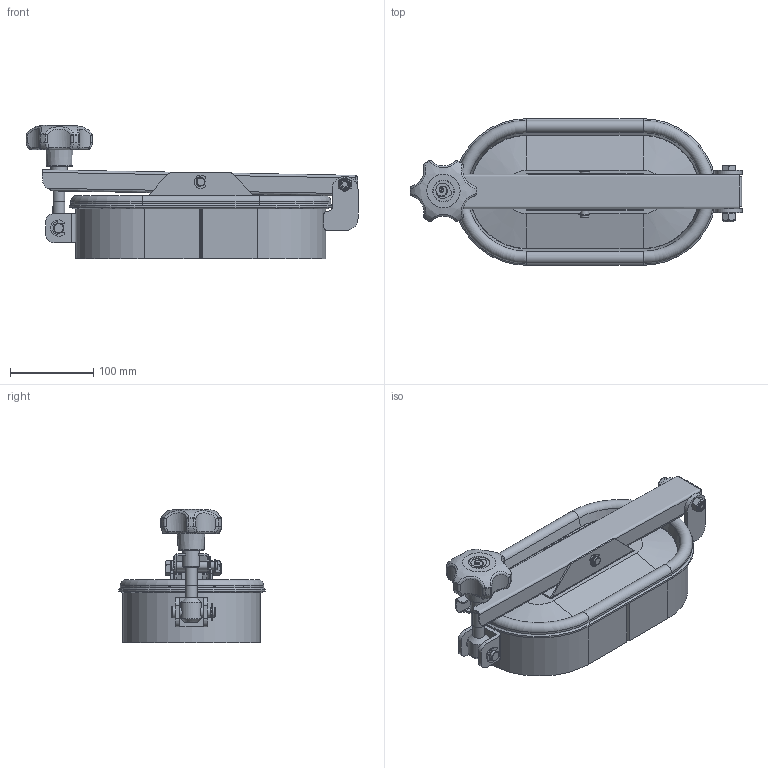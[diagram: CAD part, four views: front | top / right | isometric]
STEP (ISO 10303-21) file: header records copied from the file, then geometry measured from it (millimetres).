
FILE_DESCRIPTION( ( 'Unknown' ), '1' );
FILE_NAME( 'FA11E7100 MOD Z_175 rev 02.stp', 'Unknown', ( 'Unknown' ), ( 'Unknown' ), 'PSStep 16.0.42', 'Unknown', ' ' );
FILE_SCHEMA( ( 'AUTOMOTIVE_DESIGN { 1 0 10303 214 1 1 1 1 }' ) );
Length unit declared in the file: millimetre
Products named in the file (21): 7CA1100 rev 01; 8AS112 rev 01; 81007 rev 01; 94171 rev 0; 94170 rev 0; 94171_1 rev 0; 7TA1100-1 rev 03; 81075 rev 01; 81063 rev 02; 8AP70_72 rev 01; Assem1; 71003; 95421; 95420; 91004 rev 03; 93009 rev 02; 93002 rev 01; 95206; 95021; 9618 rev 05; 97321
Assembly tree (21 placements, depth 3):
  Assem1
    71003
    95421
    95420
    91004 rev 03
    93009 rev 02
    93002 rev 01
    95206
    95021
    9618 rev 05
    97321
    7CA1100 rev 01
      8AS112 rev 01
      81007 rev 01
    94171 rev 0
      94170 rev 0
      94171_1 rev 0
    7TA1100-1 rev 03
      81075 rev 01  x2
      81063 rev 02
      8AP70_72 rev 01
Bounding box: 398.29 x 176 x 159.65 mm (x, y, z)
Volume: 770543 mm3; surface area: 434613.9 mm2
Topology: 18 solids, 18 shells, 3356 faces, 6403 edges, 3060 vertices
Faces by surface type: plane 1656, cone 1336, cylinder 202, bspline 97, torus 59, sphere 6
Full cylindrical faces by diameter (mm): 8 x1, 8.5 x1, 10 x4, 10.2 x2, 10.25 x2, 10.5 x4, 11.835 x1, 12 x3, 12.09 x1, 12.3 x2, 12.5 x1, 14 x3, 16.5 x2, 17 x1, 18.5 x2, 18.6 x1, 20 x2, 21.7 x1, 22 x2, 25 x2, 25.8 x1
Entity records: 123277 total; most frequent: CARTESIAN_POINT 35985, ORIENTED_EDGE 12500, DIRECTION 11981, EDGE_CURVE 6250, AXIS2_PLACEMENT_3D 5286, EDGE_LOOP 3455, FACE_OUTER_BOUND 3385, STYLED_ITEM 3343
